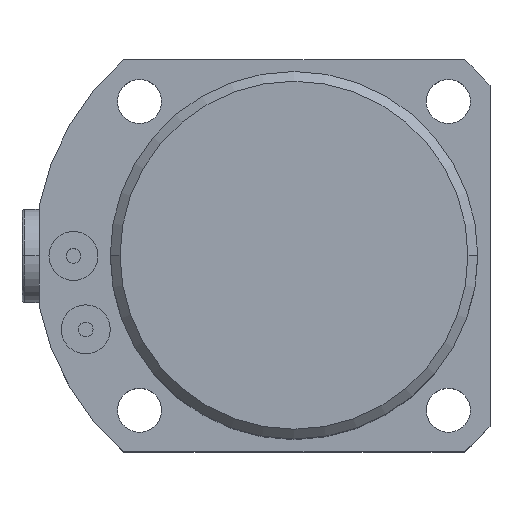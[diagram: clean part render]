
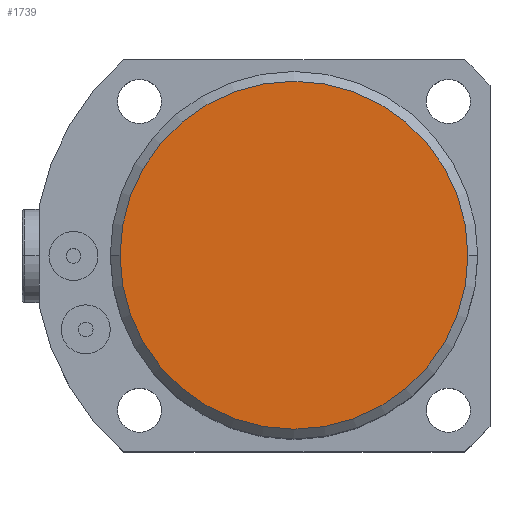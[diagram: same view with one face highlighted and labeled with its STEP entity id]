
A CAD part, top view. The second image highlights one B-rep face of the part: STEP entity #1739.
In plain terms, the highlighted planar face has unit normal (0, 0, 1).
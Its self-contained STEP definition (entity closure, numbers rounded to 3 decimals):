
#136 = AXIS2_PLACEMENT_3D ( 'NONE', #610, #629, #625 ) ;
#143 = EDGE_CURVE ( 'NONE', #2182, #2167, #1045, .T. ) ;
#352 = FACE_OUTER_BOUND ( 'NONE', #1634, .T. ) ;
#414 = EDGE_CURVE ( 'NONE', #2167, #2182, #795, .T. ) ;
#610 = CARTESIAN_POINT ( 'NONE',  ( 0., 0., 107. ) ) ;
#625 = DIRECTION ( 'NONE',  ( 1., 0., 0. ) ) ;
#629 = DIRECTION ( 'NONE',  ( 0., 0., 1. ) ) ;
#795 = CIRCLE ( 'NONE', #2085, 35.5 ) ;
#1045 = CIRCLE ( 'NONE', #136, 35.5 ) ;
#1256 = ORIENTED_EDGE ( 'NONE', *, *, #414, .T. ) ;
#1257 = ORIENTED_EDGE ( 'NONE', *, *, #143, .T. ) ;
#1634 = EDGE_LOOP ( 'NONE', ( #1256, #1257 ) ) ;
#1739 = ADVANCED_FACE ( 'NONE', ( #352 ), #3695, .T. ) ;
#2014 = AXIS2_PLACEMENT_3D ( 'NONE', #3703, #3683, #3675 ) ;
#2085 = AXIS2_PLACEMENT_3D ( 'NONE', #2319, #2314, #2313 ) ;
#2167 = VERTEX_POINT ( 'NONE', #3486 ) ;
#2182 = VERTEX_POINT ( 'NONE', #3469 ) ;
#2313 = DIRECTION ( 'NONE',  ( 1., 0., 0. ) ) ;
#2314 = DIRECTION ( 'NONE',  ( 0., 0., 1. ) ) ;
#2319 = CARTESIAN_POINT ( 'NONE',  ( 0., 0., 107. ) ) ;
#3469 = CARTESIAN_POINT ( 'NONE',  ( 35.5, 0., 107. ) ) ;
#3486 = CARTESIAN_POINT ( 'NONE',  ( -35.5, 0., 107. ) ) ;
#3675 = DIRECTION ( 'NONE',  ( 1., 0., 0. ) ) ;
#3683 = DIRECTION ( 'NONE',  ( 0., 0., 1. ) ) ;
#3695 = PLANE ( 'NONE',  #2014 ) ;
#3703 = CARTESIAN_POINT ( 'NONE',  ( 0., 0., 107. ) ) ;
